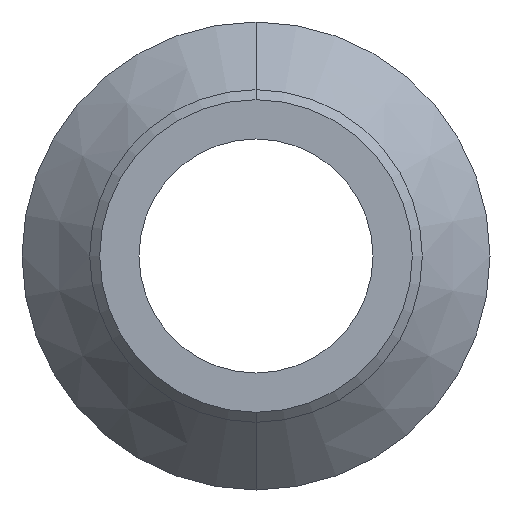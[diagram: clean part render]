
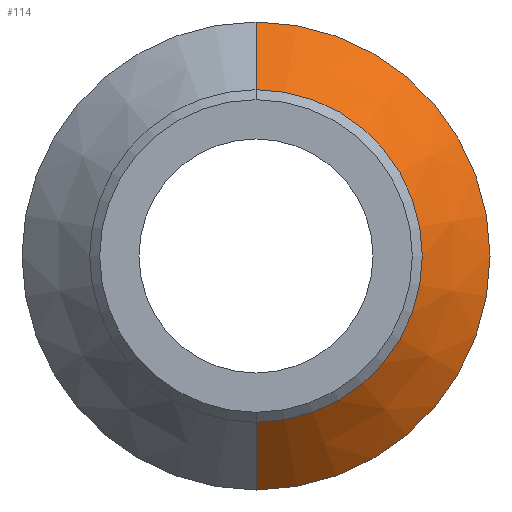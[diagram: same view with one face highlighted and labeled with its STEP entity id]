
A CAD part, front view. The second image highlights one B-rep face of the part: STEP entity #114.
In plain terms, the highlighted conical face has half-angle 45 degrees and reference radius 4.975 mm.
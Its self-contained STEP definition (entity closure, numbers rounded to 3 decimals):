
#112 = EDGE_LOOP ( 'NONE', ( #234, #258, #239, #235 ) ) ;
#114 = ADVANCED_FACE ( 'NONE', ( #1018 ), #1017, .T. ) ;
#121 = VERTEX_POINT ( 'NONE', #952 ) ;
#123 = VERTEX_POINT ( 'NONE', #948 ) ;
#124 = EDGE_CURVE ( 'NONE', #121, #123, #1010, .T. ) ;
#193 = VERTEX_POINT ( 'NONE', #574 ) ;
#195 = VERTEX_POINT ( 'NONE', #575 ) ;
#234 = ORIENTED_EDGE ( 'NONE', *, *, #124, .F. ) ;
#235 = ORIENTED_EDGE ( 'NONE', *, *, #260, .F. ) ;
#239 = ORIENTED_EDGE ( 'NONE', *, *, #259, .T. ) ;
#258 = ORIENTED_EDGE ( 'NONE', *, *, #264, .T. ) ;
#259 = EDGE_CURVE ( 'NONE', #193, #195, #762, .T. ) ;
#260 = EDGE_CURVE ( 'NONE', #123, #195, #599, .T. ) ;
#264 = EDGE_CURVE ( 'NONE', #121, #193, #607, .T. ) ;
#574 = CARTESIAN_POINT ( 'NONE',  ( 0., 24.025, -7. ) ) ;
#575 = CARTESIAN_POINT ( 'NONE',  ( 0., 24.025, 7. ) ) ;
#599 = LINE ( 'NONE', #677, #676 ) ;
#606 = CARTESIAN_POINT ( 'NONE',  ( 0., 22., -4.975 ) ) ;
#607 = LINE ( 'NONE', #606, #644 ) ;
#643 = DIRECTION ( 'NONE',  ( 0., 0.707, -0.707 ) ) ;
#644 = VECTOR ( 'NONE', #643, 1000. ) ;
#668 = DIRECTION ( 'NONE',  ( 0., 0.707, 0.707 ) ) ;
#673 = CARTESIAN_POINT ( 'NONE',  ( 0., 24.025, 0. ) ) ;
#674 = AXIS2_PLACEMENT_3D ( 'NONE', #673, #727, #726 ) ;
#676 = VECTOR ( 'NONE', #668, 1000. ) ;
#677 = CARTESIAN_POINT ( 'NONE',  ( 0., 22., 4.975 ) ) ;
#726 = DIRECTION ( 'NONE',  ( 0., 0., -1. ) ) ;
#727 = DIRECTION ( 'NONE',  ( 0., -1., 0. ) ) ;
#762 = CIRCLE ( 'NONE', #674, 7. ) ;
#948 = CARTESIAN_POINT ( 'NONE',  ( 0., 22., 4.975 ) ) ;
#952 = CARTESIAN_POINT ( 'NONE',  ( 0., 22., -4.975 ) ) ;
#960 = DIRECTION ( 'NONE',  ( 0., 0., 1. ) ) ;
#961 = DIRECTION ( 'NONE',  ( 0., 1., 0. ) ) ;
#963 = CARTESIAN_POINT ( 'NONE',  ( 0., 22., 0. ) ) ;
#964 = AXIS2_PLACEMENT_3D ( 'NONE', #963, #961, #960 ) ;
#1006 = DIRECTION ( 'NONE',  ( 0., 0., -1. ) ) ;
#1007 = DIRECTION ( 'NONE',  ( 0., -1., 0. ) ) ;
#1008 = CARTESIAN_POINT ( 'NONE',  ( 0., 22., 0. ) ) ;
#1009 = AXIS2_PLACEMENT_3D ( 'NONE', #1008, #1007, #1006 ) ;
#1010 = CIRCLE ( 'NONE', #1009, 4.975 ) ;
#1017 = CONICAL_SURFACE ( 'NONE', #964, 4.975, 0.785 ) ;
#1018 = FACE_OUTER_BOUND ( 'NONE', #112, .T. ) ;
